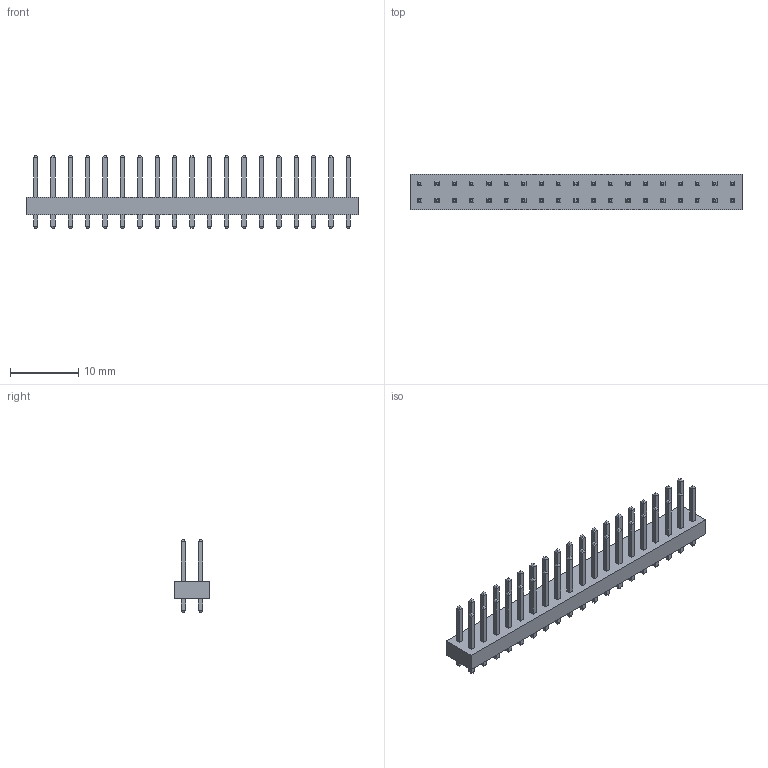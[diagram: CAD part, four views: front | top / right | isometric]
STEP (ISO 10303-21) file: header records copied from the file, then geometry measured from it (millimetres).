
FILE_DESCRIPTION (( 'STEP AP214' ), '1' );
FILE_NAME ( 'HDRV38W64P254_19X2_4856X515H865.STEP', '2022-06-18T21:59:53', ( '' ), ( '' ), '', '©2017 PCB Libraries, Inc.', '' );
FILE_SCHEMA (( 'AUTOMOTIVE_DESIGN' ));
Length unit declared in the file: millimetre
Products named in the file (1): HDRV38W64P254_19X2_4856X515H865
Bounding box: 48.56 x 5.15 x 10.65 mm (x, y, z)
Volume: 757.3 mm3; surface area: 1590.4 mm2
Topology: 77 solids, 77 shells, 766 faces, 1532 edges, 920 vertices
Faces by surface type: plane 766
Entity records: 21431 total; most frequent: CARTESIAN_POINT 3219, DIRECTION 3066, ORIENTED_EDGE 3064, VECTOR 1532, LINE 1532, EDGE_CURVE 1532, VERTEX_POINT 920, STYLED_ITEM 844
